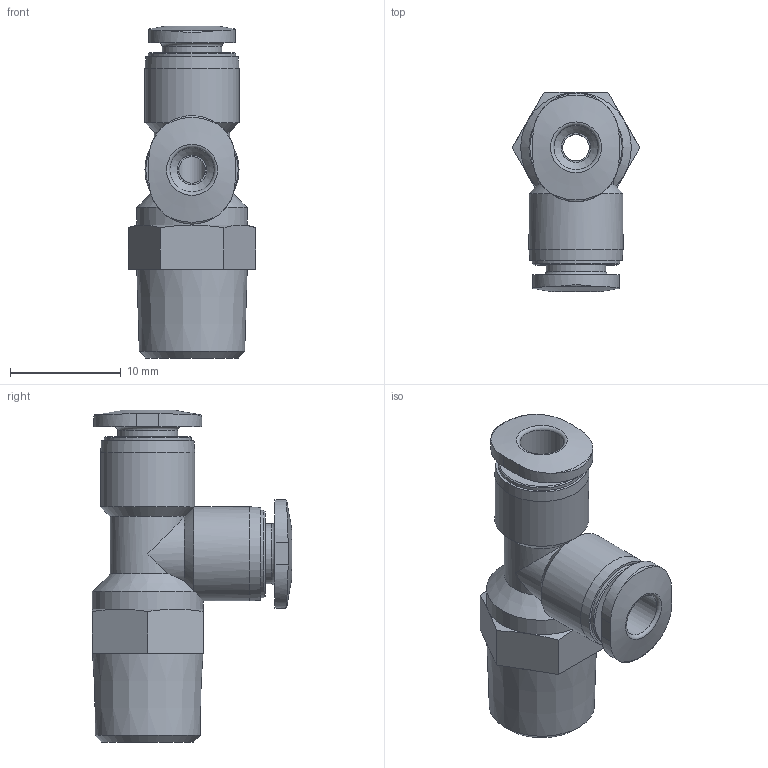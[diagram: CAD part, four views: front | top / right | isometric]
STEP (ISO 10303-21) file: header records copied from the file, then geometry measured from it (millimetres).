
FILE_DESCRIPTION(/* description */ ('STEP AP214'),/* implementation_level */ '2;1');
FILE_NAME(/* name */ '153362_QSMTL-1_8-4',/* time_stamp */ '2024-09-14T13:42:08+02:00',/* author */ ('License CC BY-ND 4.0'),/* organization */ ('CADENAS'),/* preprocessor_version */ 'ST-DEVELOPER v19.3',/* originating_system */ 'PARTsolutions',/* authorisation */ ' ');
FILE_SCHEMA (('AUTOMOTIVE_DESIGN {1 0 10303 214 3 1 1}'));
Length unit declared in the file: millimetre
Products named in the file (1): 153362 QSMTL-1/8-4
Bounding box: 11.55 x 18 x 30 mm (x, y, z)
Volume: 1991.5 mm3; surface area: 1784.4 mm2
Topology: 1 solids, 1 shells, 67 faces, 161 edges, 102 vertices
Faces by surface type: cone 21, plane 20, cylinder 18, torus 8
Full cylindrical faces by diameter (mm): 2.4 x2, 4 x2, 5.4 x2, 7.9 x2, 8.5 x2, 10 x1
Entity records: 2307 total; most frequent: CARTESIAN_POINT 430, DIRECTION 278, ORIENTED_EDGE 256, EDGE_CURVE 128, AXIS2_PLACEMENT_3D 127, EDGE_LOOP 104, FACE_BOUND 104, VERTEX_POINT 96
